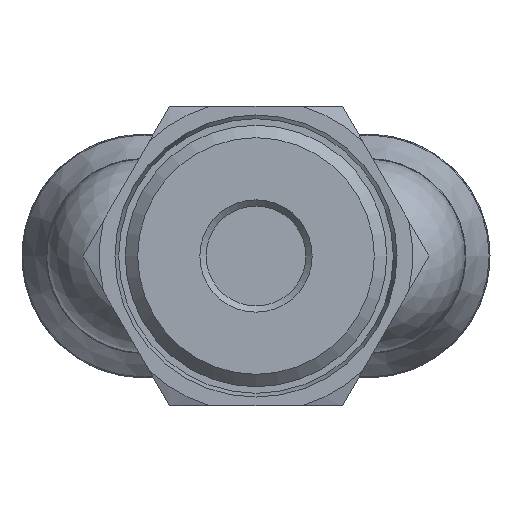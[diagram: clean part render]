
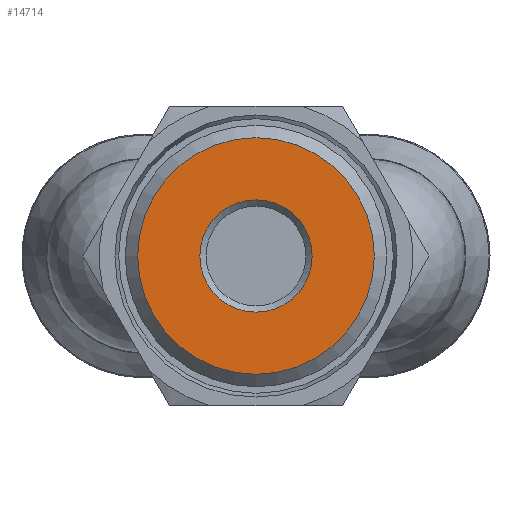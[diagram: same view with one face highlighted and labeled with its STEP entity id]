
A CAD part, front view. The second image highlights one B-rep face of the part: STEP entity #14714.
In plain terms, the highlighted face is planar.
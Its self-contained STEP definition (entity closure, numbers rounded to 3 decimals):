
#14683=CARTESIAN_POINT('',(-30.8,0.,-4.5));
#14684=VERTEX_POINT('',#14683);
#14685=CARTESIAN_POINT('',(-30.8,0.,0.0));
#14686=DIRECTION('',(-1.0,0.0,0.0));
#14687=DIRECTION('',(0.0,0.0,1.0));
#14688=AXIS2_PLACEMENT_3D('',#14685,#14686,#14687);
#14689=CIRCLE('',#14688,4.5);
#14690=EDGE_CURVE('',#14684,#14684,#14689,.T.);
#14695=CARTESIAN_POINT('',(-30.8,5.239,0.0));
#14696=DIRECTION('',(-1.0,0.0,0.0));
#14697=DIRECTION('',(0.0,0.0,1.0));
#14698=AXIS2_PLACEMENT_3D('',#14695,#14696,#14697);
#14699=PLANE('',#14698);
#14700=CARTESIAN_POINT('',(-30.8,9.477,0.));
#14701=VERTEX_POINT('',#14700);
#14702=CARTESIAN_POINT('',(-30.8,0.,0.0));
#14703=DIRECTION('',(1.0,0.0,0.0));
#14704=DIRECTION('',(0.0,-1.0,0.0));
#14705=AXIS2_PLACEMENT_3D('',#14702,#14703,#14704);
#14706=CIRCLE('',#14705,9.477);
#14707=EDGE_CURVE('',#14701,#14701,#14706,.T.);
#14708=ORIENTED_EDGE('',*,*,#14707,.F.);
#14709=EDGE_LOOP('',(#14708));
#14710=FACE_OUTER_BOUND('',#14709,.T.);
#14711=ORIENTED_EDGE('',*,*,#14690,.F.);
#14712=EDGE_LOOP('',(#14711));
#14713=FACE_BOUND('',#14712,.T.);
#14714=ADVANCED_FACE('',(#14710,#14713),#14699,.T.);
